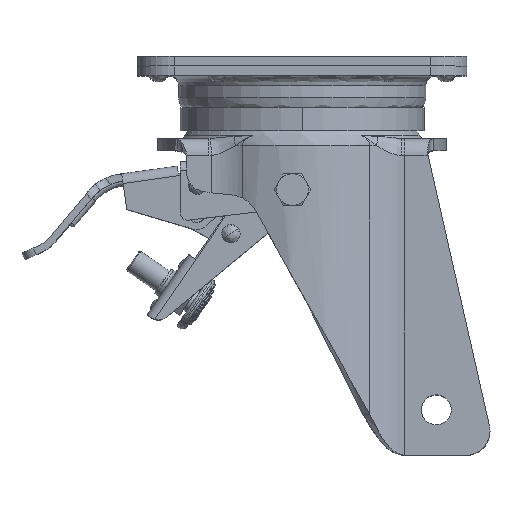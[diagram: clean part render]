
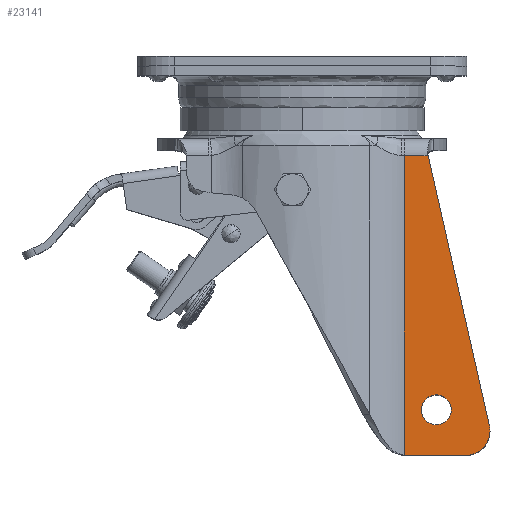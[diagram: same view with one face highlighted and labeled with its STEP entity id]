
A CAD part, top view. The second image highlights one B-rep face of the part: STEP entity #23141.
In plain terms, the highlighted planar face has unit normal (0, 0, 1).
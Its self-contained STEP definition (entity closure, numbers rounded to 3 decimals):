
#1498 = AXIS2_PLACEMENT_3D ( 'NONE', #54084, #6375, #58746 ) ;
#2621 = ORIENTED_EDGE ( 'NONE', *, *, #35831, .T. ) ;
#3014 = EDGE_CURVE ( 'NONE', #26923, #28071, #5546, .T. ) ;
#3044 = DIRECTION ( 'NONE',  ( 1., 0., 0. ) ) ;
#3290 = VERTEX_POINT ( 'NONE', #25591 ) ;
#3468 = DIRECTION ( 'NONE',  ( 1., 0., 0. ) ) ;
#3572 = DIRECTION ( 'NONE',  ( 1., 0., 0. ) ) ;
#3909 = VECTOR ( 'NONE', #3572, 1000. ) ;
#5027 = EDGE_CURVE ( 'NONE', #3290, #38469, #21269, .T. ) ;
#5546 = CIRCLE ( 'NONE', #10615, 10. ) ;
#6375 = DIRECTION ( 'NONE',  ( 0., 0., -1. ) ) ;
#7366 = CIRCLE ( 'NONE', #32046, 6.15 ) ;
#7489 = ORIENTED_EDGE ( 'NONE', *, *, #49203, .T. ) ;
#7518 = LINE ( 'NONE', #45879, #56534 ) ;
#8155 = CIRCLE ( 'NONE', #31831, 10. ) ;
#9201 = CARTESIAN_POINT ( 'NONE',  ( 76.752, -151.488, 36. ) ) ;
#9338 = CARTESIAN_POINT ( 'NONE',  ( 67., -163.7, 36. ) ) ;
#9517 = CARTESIAN_POINT ( 'NONE',  ( 43., -163.7, 36. ) ) ;
#10416 = EDGE_LOOP ( 'NONE', ( #46157, #57858 ) ) ;
#10615 = AXIS2_PLACEMENT_3D ( 'NONE', #33296, #13180, #52251 ) ;
#11401 = DIRECTION ( 'NONE',  ( 0., -1., 0. ) ) ;
#13180 = DIRECTION ( 'NONE',  ( 0., 0., 1. ) ) ;
#14143 = DIRECTION ( 'NONE',  ( 0., 0., -1. ) ) ;
#14686 = DIRECTION ( 'NONE',  ( 0., 0., 1. ) ) ;
#14757 = ORIENTED_EDGE ( 'NONE', *, *, #43192, .F. ) ;
#15701 = CARTESIAN_POINT ( 'NONE',  ( 77., -153.7, 36. ) ) ;
#16694 = EDGE_CURVE ( 'NONE', #48410, #40488, #16731, .T. ) ;
#16731 = CIRCLE ( 'NONE', #51318, 6.15 ) ;
#17212 = CARTESIAN_POINT ( 'NONE',  ( 41.893, -163.639, 36. ) ) ;
#18206 = DIRECTION ( 'NONE',  ( 0., 0., -1. ) ) ;
#20204 = DIRECTION ( 'NONE',  ( 1., 0., 0. ) ) ;
#21258 = CIRCLE ( 'NONE', #1498, 10. ) ;
#21269 = LINE ( 'NONE', #59142, #58909 ) ;
#21624 = ORIENTED_EDGE ( 'NONE', *, *, #52077, .F. ) ;
#21907 = CARTESIAN_POINT ( 'NONE',  ( 67., -153.7, 36. ) ) ;
#23141 = ADVANCED_FACE ( 'NONE', ( #24558, #43441 ), #43751, .T. ) ;
#23619 = EDGE_CURVE ( 'NONE', #40488, #48410, #7366, .T. ) ;
#24558 = FACE_OUTER_BOUND ( 'NONE', #60508, .T. ) ;
#25591 = CARTESIAN_POINT ( 'NONE',  ( 41.893, -40.7, 36. ) ) ;
#26581 = DIRECTION ( 'NONE',  ( 0., 0., 1. ) ) ;
#26778 = VERTEX_POINT ( 'NONE', #35388 ) ;
#26923 = VERTEX_POINT ( 'NONE', #9338 ) ;
#28071 = VERTEX_POINT ( 'NONE', #15701 ) ;
#29969 = CARTESIAN_POINT ( 'NONE',  ( 61.15, -145., 36. ) ) ;
#31403 = AXIS2_PLACEMENT_3D ( 'NONE', #52492, #14686, #20204 ) ;
#31831 = AXIS2_PLACEMENT_3D ( 'NONE', #21907, #26581, #40799 ) ;
#32046 = AXIS2_PLACEMENT_3D ( 'NONE', #51332, #14143, #38238 ) ;
#33198 = VERTEX_POINT ( 'NONE', #9517 ) ;
#33296 = CARTESIAN_POINT ( 'NONE',  ( 67., -153.7, 36. ) ) ;
#35388 = CARTESIAN_POINT ( 'NONE',  ( 76.752, -151.488, 36. ) ) ;
#35831 = EDGE_CURVE ( 'NONE', #33198, #26923, #46317, .T. ) ;
#36129 = VERTEX_POINT ( 'NONE', #51516 ) ;
#38238 = DIRECTION ( 'NONE',  ( 1., 0., 0. ) ) ;
#38469 = VERTEX_POINT ( 'NONE', #17212 ) ;
#40488 = VERTEX_POINT ( 'NONE', #53031 ) ;
#40799 = DIRECTION ( 'NONE',  ( 1., 0., 0. ) ) ;
#40846 = DIRECTION ( 'NONE',  ( -0.221, 0.975, 0. ) ) ;
#43192 = EDGE_CURVE ( 'NONE', #3290, #36129, #7518, .T. ) ;
#43328 = ORIENTED_EDGE ( 'NONE', *, *, #3014, .T. ) ;
#43441 = FACE_BOUND ( 'NONE', #10416, .T. ) ;
#43751 = PLANE ( 'NONE',  #31403 ) ;
#45879 = CARTESIAN_POINT ( 'NONE',  ( -10., -40.7, 36. ) ) ;
#46157 = ORIENTED_EDGE ( 'NONE', *, *, #16694, .T. ) ;
#46317 = LINE ( 'NONE', #46604, #3909 ) ;
#46604 = CARTESIAN_POINT ( 'NONE',  ( 0., -163.7, 36. ) ) ;
#48410 = VERTEX_POINT ( 'NONE', #29969 ) ;
#49203 = EDGE_CURVE ( 'NONE', #28071, #26778, #8155, .T. ) ;
#51318 = AXIS2_PLACEMENT_3D ( 'NONE', #55701, #18206, #3044 ) ;
#51332 = CARTESIAN_POINT ( 'NONE',  ( 55., -145., 36. ) ) ;
#51516 = CARTESIAN_POINT ( 'NONE',  ( 51.621, -40.7, 36. ) ) ;
#52077 = EDGE_CURVE ( 'NONE', #33198, #38469, #21258, .T. ) ;
#52251 = DIRECTION ( 'NONE',  ( 1., 0., 0. ) ) ;
#52492 = CARTESIAN_POINT ( 'NONE',  ( 0., -31.047, 36. ) ) ;
#53031 = CARTESIAN_POINT ( 'NONE',  ( 48.85, -145., 36. ) ) ;
#54084 = CARTESIAN_POINT ( 'NONE',  ( 43., -153.7, 36. ) ) ;
#55701 = CARTESIAN_POINT ( 'NONE',  ( 55., -145., 36. ) ) ;
#55728 = ORIENTED_EDGE ( 'NONE', *, *, #56687, .T. ) ;
#55789 = ORIENTED_EDGE ( 'NONE', *, *, #5027, .T. ) ;
#56534 = VECTOR ( 'NONE', #3468, 1000. ) ;
#56687 = EDGE_CURVE ( 'NONE', #26778, #36129, #57267, .T. ) ;
#57267 = LINE ( 'NONE', #9201, #60840 ) ;
#57858 = ORIENTED_EDGE ( 'NONE', *, *, #23619, .T. ) ;
#58746 = DIRECTION ( 'NONE',  ( 1., 0., 0. ) ) ;
#58909 = VECTOR ( 'NONE', #11401, 1000. ) ;
#59142 = CARTESIAN_POINT ( 'NONE',  ( 41.893, 52.529, 36. ) ) ;
#60508 = EDGE_LOOP ( 'NONE', ( #2621, #43328, #7489, #55728, #14757, #55789, #21624 ) ) ;
#60840 = VECTOR ( 'NONE', #40846, 1000. ) ;
